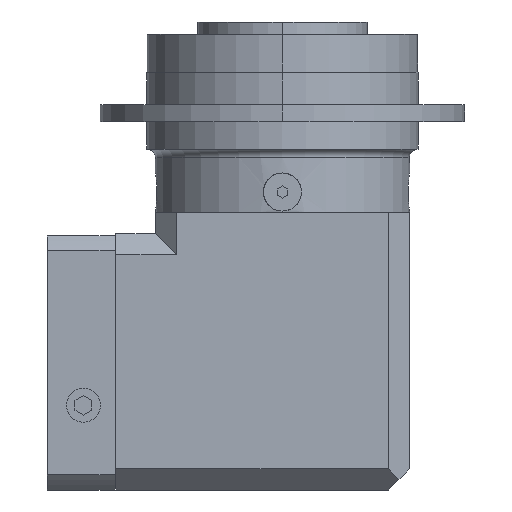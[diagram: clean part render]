
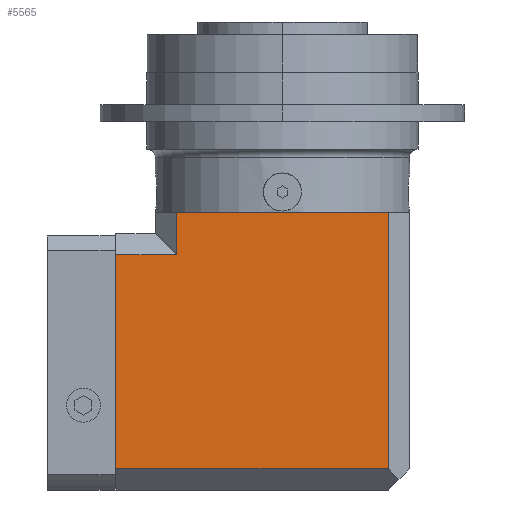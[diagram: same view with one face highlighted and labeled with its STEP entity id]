
A CAD part, front view. The second image highlights one B-rep face of the part: STEP entity #5565.
In plain terms, the highlighted planar face has unit normal (0, -1, 0).
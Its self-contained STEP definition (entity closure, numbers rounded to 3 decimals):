
#907=DIRECTION('',(-1.,0.,0.));
#908=VECTOR('',#907,50.);
#909=CARTESIAN_POINT('',(80.5,-30.,35.5));
#910=LINE('',#909,#908);
#933=DIRECTION('',(-1.,0.,0.));
#934=VECTOR('',#933,64.4);
#935=CARTESIAN_POINT('',(80.5,-30.,-25.));
#936=LINE('',#935,#934);
#937=DIRECTION('',(0.,0.,1.));
#938=VECTOR('',#937,50.5);
#939=CARTESIAN_POINT('',(16.1,-30.,-25.));
#940=LINE('',#939,#938);
#941=DIRECTION('',(-1.,0.,0.));
#942=VECTOR('',#941,14.4);
#943=CARTESIAN_POINT('',(30.5,-30.,25.5));
#944=LINE('',#943,#942);
#945=DIRECTION('',(0.,0.,-1.));
#946=VECTOR('',#945,10.);
#947=CARTESIAN_POINT('',(30.5,-30.,35.5));
#948=LINE('',#947,#946);
#949=DIRECTION('',(0.,0.,1.));
#950=VECTOR('',#949,60.5);
#951=CARTESIAN_POINT('',(80.5,-30.,-25.));
#952=LINE('',#951,#950);
#3441=CARTESIAN_POINT('',(80.5,-30.,35.5));
#3443=VERTEX_POINT('',#3441);
#3447=CARTESIAN_POINT('',(80.5,-30.,-25.));
#3448=VERTEX_POINT('',#3447);
#3554=CARTESIAN_POINT('',(30.5,-30.,35.5));
#3556=VERTEX_POINT('',#3554);
#3557=CARTESIAN_POINT('',(30.5,-30.,25.5));
#3558=VERTEX_POINT('',#3557);
#3731=CARTESIAN_POINT('',(16.1,-30.,-25.));
#3732=VERTEX_POINT('',#3731);
#3741=CARTESIAN_POINT('',(16.1,-30.,25.5));
#3742=VERTEX_POINT('',#3741);
#5548=CARTESIAN_POINT('',(85.5,-30.,35.5));
#5549=DIRECTION('',(0.,-1.,0.));
#5550=DIRECTION('',(-1.,0.,0.));
#5551=AXIS2_PLACEMENT_3D('',#5548,#5549,#5550);
#5552=PLANE('',#5551);
#5554=ORIENTED_EDGE('',*,*,#5553,.T.);
#5556=ORIENTED_EDGE('',*,*,#5555,.T.);
#5558=ORIENTED_EDGE('',*,*,#5557,.F.);
#5559=ORIENTED_EDGE('',*,*,#5539,.F.);
#5560=ORIENTED_EDGE('',*,*,#5504,.F.);
#5562=ORIENTED_EDGE('',*,*,#5561,.F.);
#5563=EDGE_LOOP('',(#5554,#5556,#5558,#5559,#5560,#5562));
#5564=FACE_OUTER_BOUND('',#5563,.F.);
#5504=EDGE_CURVE('',#3443,#3556,#910,.T.);
#5539=EDGE_CURVE('',#3556,#3558,#948,.T.);
#5553=EDGE_CURVE('',#3448,#3732,#936,.T.);
#5555=EDGE_CURVE('',#3732,#3742,#940,.T.);
#5557=EDGE_CURVE('',#3558,#3742,#944,.T.);
#5561=EDGE_CURVE('',#3448,#3443,#952,.T.);
#5565=ADVANCED_FACE('',(#5564),#5552,.T.);
